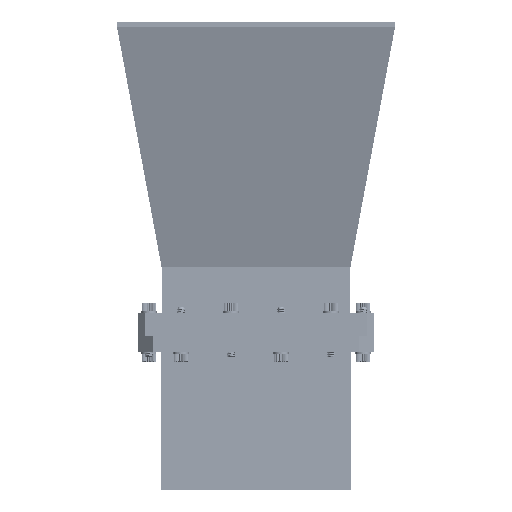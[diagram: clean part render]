
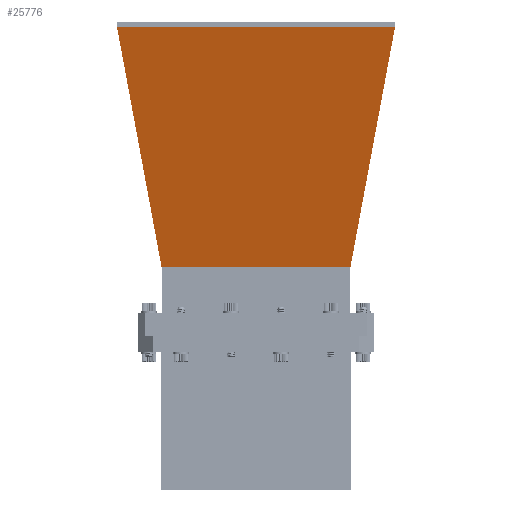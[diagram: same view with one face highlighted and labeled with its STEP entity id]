
A CAD part, front view. The second image highlights one B-rep face of the part: STEP entity #25776.
In plain terms, the highlighted face is planar.
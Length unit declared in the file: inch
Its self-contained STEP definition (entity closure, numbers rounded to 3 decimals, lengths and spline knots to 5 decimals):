
#401 = DIRECTION ( 'NONE',  ( -0.258, 0., 0.966 ) ) ;
#725 = LINE ( 'NONE', #11474, #14107 ) ;
#1075 = CARTESIAN_POINT ( 'NONE',  ( -0.78943, -1.53819, 1.95763 ) ) ;
#1590 = CARTESIAN_POINT ( 'NONE',  ( -1.82643, 2.25896, 5.83873 ) ) ;
#2644 = VERTEX_POINT ( 'NONE', #16244 ) ;
#3606 = LINE ( 'NONE', #22626, #13146 ) ;
#3662 = EDGE_CURVE ( 'NONE', #31069, #2644, #23670, .T. ) ;
#3894 = EDGE_CURVE ( 'NONE', #24256, #31069, #10593, .T. ) ;
#4763 = CARTESIAN_POINT ( 'NONE',  ( -1.83506, -2.25896, 5.87105 ) ) ;
#4886 = EDGE_CURVE ( 'NONE', #7149, #12739, #725, .T. ) ;
#6205 = CARTESIAN_POINT ( 'NONE',  ( -1.31539, 0., 3.92613 ) ) ;
#6454 = VERTEX_POINT ( 'NONE', #23699 ) ;
#7149 = VERTEX_POINT ( 'NONE', #4763 ) ;
#7530 = ORIENTED_EDGE ( 'NONE', *, *, #11340, .T. ) ;
#7815 = CARTESIAN_POINT ( 'NONE',  ( -0.78819, -1.53819, 1.953 ) ) ;
#8182 = EDGE_CURVE ( 'NONE', #12739, #22548, #14965, .T. ) ;
#8226 = ORIENTED_EDGE ( 'NONE', *, *, #4886, .T. ) ;
#8469 = VECTOR ( 'NONE', #25710, 39.37008 ) ;
#9736 = ORIENTED_EDGE ( 'NONE', *, *, #18961, .T. ) ;
#9994 = ORIENTED_EDGE ( 'NONE', *, *, #11645, .T. ) ;
#10593 = LINE ( 'NONE', #29807, #29423 ) ;
#11340 = EDGE_CURVE ( 'NONE', #18721, #6454, #14478, .T. ) ;
#11474 = CARTESIAN_POINT ( 'NONE',  ( -1.83506, 0., 5.87105 ) ) ;
#11645 = EDGE_CURVE ( 'NONE', #2644, #18721, #13294, .T. ) ;
#11846 = PLANE ( 'NONE',  #13305 ) ;
#11985 = DIRECTION ( 'NONE',  ( 0., 1., 0. ) ) ;
#12739 = VERTEX_POINT ( 'NONE', #33539 ) ;
#12926 = EDGE_CURVE ( 'NONE', #22548, #24256, #3606, .T. ) ;
#13146 = VECTOR ( 'NONE', #25109, 39.37008 ) ;
#13294 = LINE ( 'NONE', #7815, #31192 ) ;
#13305 = AXIS2_PLACEMENT_3D ( 'NONE', #6205, #14501, #401 ) ;
#13741 = CARTESIAN_POINT ( 'NONE',  ( -1.82643, -2.25896, 5.83873 ) ) ;
#14107 = VECTOR ( 'NONE', #11985, 39.37008 ) ;
#14478 = LINE ( 'NONE', #1075, #34579 ) ;
#14501 = DIRECTION ( 'NONE',  ( -0.966, 0., -0.258 ) ) ;
#14958 = ORIENTED_EDGE ( 'NONE', *, *, #3894, .T. ) ;
#14965 = LINE ( 'NONE', #19906, #8469 ) ;
#15752 = DIRECTION ( 'NONE',  ( 0., -1., 0. ) ) ;
#16069 = DIRECTION ( 'NONE',  ( 0.258, 0., -0.966 ) ) ;
#16244 = CARTESIAN_POINT ( 'NONE',  ( -0.78819, -1.53819, 1.953 ) ) ;
#17970 = CARTESIAN_POINT ( 'NONE',  ( -0.78943, -1.53819, 1.95763 ) ) ;
#18417 = CARTESIAN_POINT ( 'NONE',  ( -0.78943, 1.53819, 1.95763 ) ) ;
#18457 = CARTESIAN_POINT ( 'NONE',  ( -0.78819, 1.53819, 1.953 ) ) ;
#18721 = VERTEX_POINT ( 'NONE', #17970 ) ;
#18961 = EDGE_CURVE ( 'NONE', #6454, #7149, #24116, .T. ) ;
#19906 = CARTESIAN_POINT ( 'NONE',  ( -1.83506, 2.25896, 5.87105 ) ) ;
#21305 = DIRECTION ( 'NONE',  ( -0.258, 0., 0.966 ) ) ;
#22225 = VECTOR ( 'NONE', #21305, 39.37008 ) ;
#22548 = VERTEX_POINT ( 'NONE', #1590 ) ;
#22626 = CARTESIAN_POINT ( 'NONE',  ( -1.82643, 2.25896, 5.83873 ) ) ;
#23670 = LINE ( 'NONE', #31608, #33076 ) ;
#23699 = CARTESIAN_POINT ( 'NONE',  ( -1.82643, -2.25896, 5.83873 ) ) ;
#24116 = LINE ( 'NONE', #13741, #22225 ) ;
#24206 = DIRECTION ( 'NONE',  ( -0.258, 0., 0.966 ) ) ;
#24256 = VERTEX_POINT ( 'NONE', #18417 ) ;
#24547 = FACE_OUTER_BOUND ( 'NONE', #26044, .T. ) ;
#25109 = DIRECTION ( 'NONE',  ( 0.254, -0.177, -0.951 ) ) ;
#25710 = DIRECTION ( 'NONE',  ( 0.258, 0., -0.966 ) ) ;
#25776 = ADVANCED_FACE ( 'NONE', ( #24547 ), #11846, .T. ) ;
#26044 = EDGE_LOOP ( 'NONE', ( #9736, #8226, #29602, #31215, #14958, #28173, #9994, #7530 ) ) ;
#28173 = ORIENTED_EDGE ( 'NONE', *, *, #3662, .T. ) ;
#28214 = DIRECTION ( 'NONE',  ( -0.254, -0.177, 0.951 ) ) ;
#29423 = VECTOR ( 'NONE', #16069, 39.37008 ) ;
#29602 = ORIENTED_EDGE ( 'NONE', *, *, #8182, .T. ) ;
#29807 = CARTESIAN_POINT ( 'NONE',  ( -0.78943, 1.53819, 1.95763 ) ) ;
#31069 = VERTEX_POINT ( 'NONE', #18457 ) ;
#31192 = VECTOR ( 'NONE', #24206, 39.37008 ) ;
#31215 = ORIENTED_EDGE ( 'NONE', *, *, #12926, .T. ) ;
#31608 = CARTESIAN_POINT ( 'NONE',  ( -0.78819, 0., 1.953 ) ) ;
#33076 = VECTOR ( 'NONE', #15752, 39.37008 ) ;
#33539 = CARTESIAN_POINT ( 'NONE',  ( -1.83506, 2.25896, 5.87105 ) ) ;
#34579 = VECTOR ( 'NONE', #28214, 39.37008 ) ;
